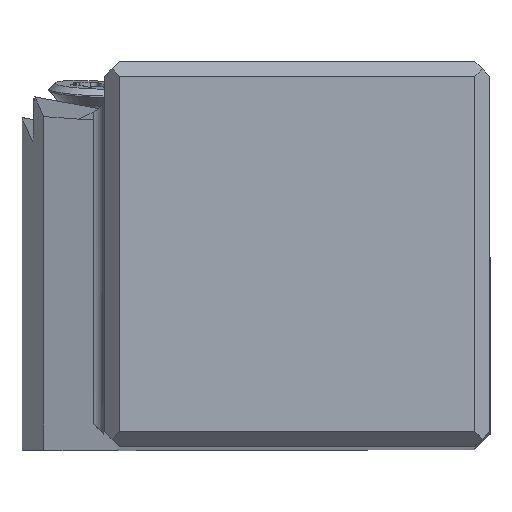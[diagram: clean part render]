
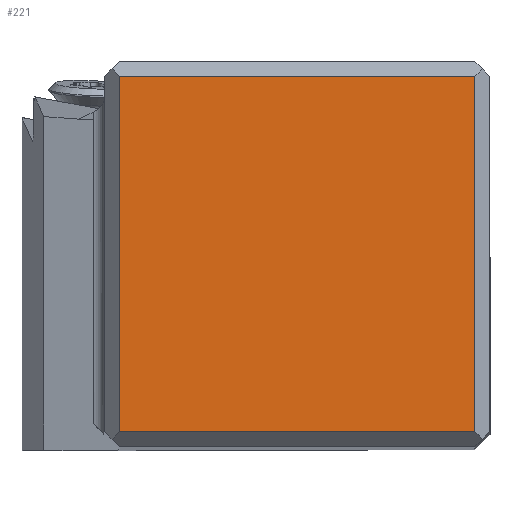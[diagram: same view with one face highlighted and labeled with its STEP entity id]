
A CAD part, top view. The second image highlights one B-rep face of the part: STEP entity #221.
In plain terms, the highlighted planar face has unit normal (0, 0, 1).
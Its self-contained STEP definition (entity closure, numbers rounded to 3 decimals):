
#157=FACE_OUTER_BOUND('',#335,.T.);
#221=ADVANCED_FACE('',(#157),#284,.T.);
#284=PLANE('',#1376);
#335=EDGE_LOOP('',(#555,#556,#557,#558));
#555=ORIENTED_EDGE('',*,*,#946,.F.);
#556=ORIENTED_EDGE('',*,*,#947,.T.);
#557=ORIENTED_EDGE('',*,*,#948,.T.);
#558=ORIENTED_EDGE('',*,*,#884,.F.);
#760=VERTEX_POINT('',#1884);
#761=VERTEX_POINT('',#1886);
#797=VERTEX_POINT('',#2008);
#798=VERTEX_POINT('',#2012);
#884=EDGE_CURVE('',#760,#761,#1057,.T.);
#946=EDGE_CURVE('',#797,#760,#1113,.T.);
#947=EDGE_CURVE('',#797,#798,#1114,.T.);
#948=EDGE_CURVE('',#798,#761,#1115,.T.);
#1057=LINE('',#1885,#1174);
#1113=LINE('',#2009,#1230);
#1114=LINE('',#2011,#1231);
#1115=LINE('',#2013,#1232);
#1174=VECTOR('',#1516,1.);
#1230=VECTOR('',#1634,1.);
#1231=VECTOR('',#1637,1.);
#1232=VECTOR('',#1638,1.);
#1376=AXIS2_PLACEMENT_3D('',#2014,#1639,#1640);
#1516=DIRECTION('',(-1.,0.,0.));
#1634=DIRECTION('',(0.,-1.,0.));
#1637=DIRECTION('',(-1.,0.,0.));
#1638=DIRECTION('',(0.,-1.,0.));
#1639=DIRECTION('',(0.,0.,1.));
#1640=DIRECTION('',(-1.,0.,0.));
#1884=CARTESIAN_POINT('',(-1.,1.,0.));
#1885=CARTESIAN_POINT('',(-1.,1.,0.));
#1886=CARTESIAN_POINT('',(-24.4,1.,0.));
#2008=CARTESIAN_POINT('',(-1.,24.4,0.));
#2009=CARTESIAN_POINT('',(-1.,24.4,0.));
#2011=CARTESIAN_POINT('',(-1.,24.4,0.));
#2012=CARTESIAN_POINT('',(-24.4,24.4,0.));
#2013=CARTESIAN_POINT('',(-24.4,24.4,0.));
#2014=CARTESIAN_POINT('',(-12.7,12.7,0.));
